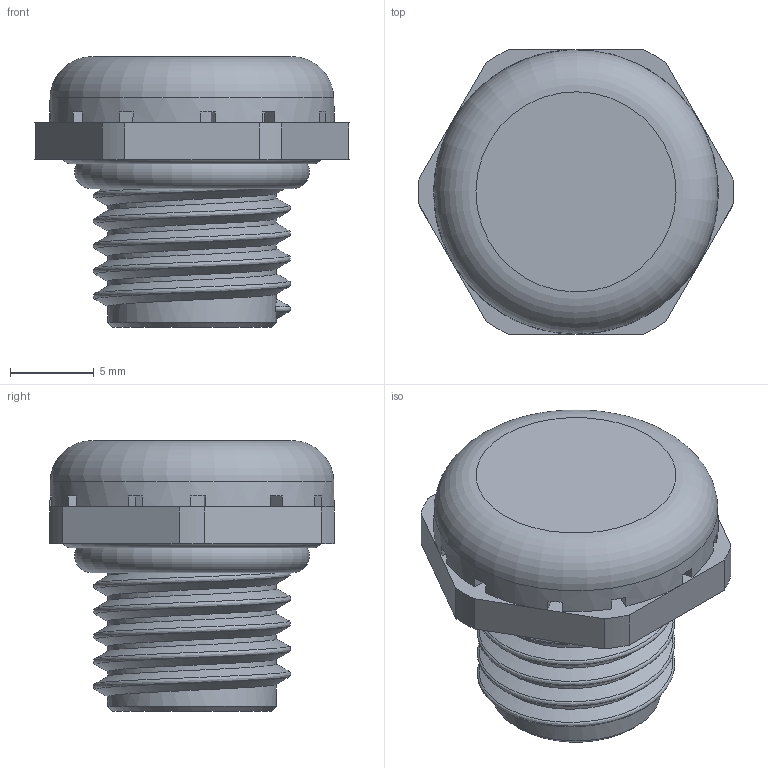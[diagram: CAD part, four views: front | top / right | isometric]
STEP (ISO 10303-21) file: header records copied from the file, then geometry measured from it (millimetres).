
FILE_DESCRIPTION(/* description */ (''),/* implementation_level */ '2;1');
FILE_NAME(/* name */ 'MBVPG-13.stp',/* time_stamp */ '2020-07-16T14:53:46+03:00',/* author */ ('muren'),/* organization */ (''),/* preprocessor_version */ 'ST-DEVELOPER v17.2',/* originating_system */ 'Autodesk Inventor 2019',/* authorisation */ '');
FILE_SCHEMA (('AUTOMOTIVE_DESIGN { 1 0 10303 214 3 1 1 }'));
Length unit declared in the file: millimetre
Products named in the file (1): M12.0x1.5 HAV.TAPASI (SW17)(TL10)_Shrinkwrap_1
Bounding box: 18.79 x 17 x 16.15 mm (x, y, z)
Volume: 2649.2 mm3; surface area: 2555.1 mm2
Topology: 3 solids, 3 shells, 165 faces, 497 edges, 331 vertices
Faces by surface type: plane 97, cylinder 33, cone 16, torus 16, bspline 3
Full cylindrical faces by diameter (mm): 10.089 x5, 11.945 x1, 13.7 x1, 14.8 x1, 15 x1
Entity records: 7612 total; most frequent: CARTESIAN_POINT 2748, DIRECTION 1006, ORIENTED_EDGE 986, EDGE_CURVE 493, AXIS2_PLACEMENT_3D 374, VERTEX_POINT 331, LINE 258, VECTOR 258
